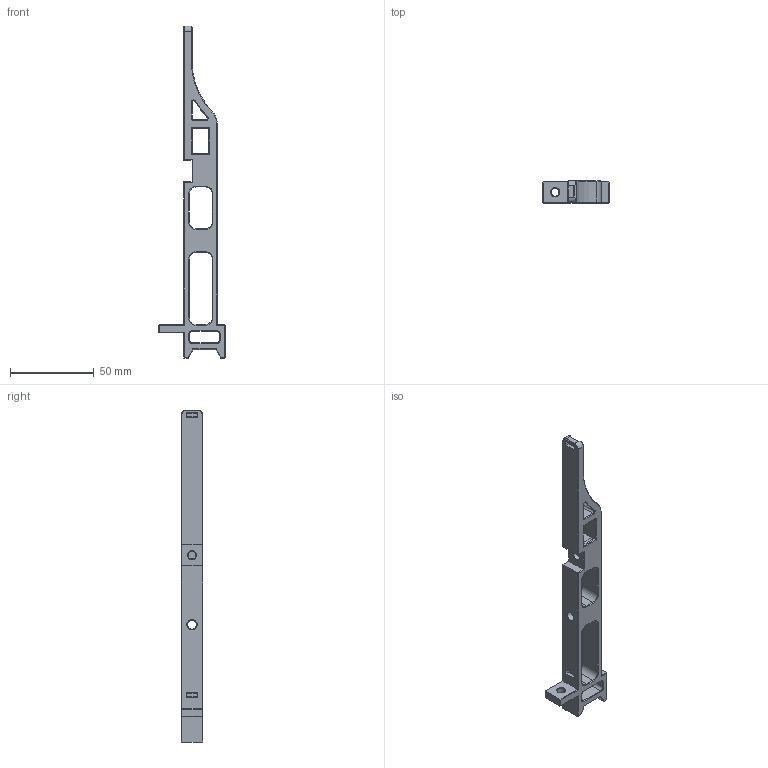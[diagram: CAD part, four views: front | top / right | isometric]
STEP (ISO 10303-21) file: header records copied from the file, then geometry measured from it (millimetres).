
FILE_DESCRIPTION(('FreeCAD Model'),'2;1');
FILE_NAME('Open CASCADE Shape Model','2022-02-22T23:30:08',('Author'),( ''),'Open CASCADE STEP processor 7.5','FreeCAD','Unknown');
FILE_SCHEMA(('AUTOMOTIVE_DESIGN { 1 0 10303 214 1 1 1 1 }'));
Length unit declared in the file: millimetre
Products named in the file (1): Buffer Holder end
Bounding box: 40 x 13 x 198 mm (x, y, z)
Volume: 25962.3 mm3; surface area: 14692.8 mm2
Topology: 1 solids, 1 shells, 237 faces, 558 edges, 327 vertices
Faces by surface type: plane 147, cone 47, cylinder 30, bspline 13
Full cylindrical faces by diameter (mm): 4.7 x2, 5.4 x1
Entity records: 14348 total; most frequent: CARTESIAN_POINT 2949, DIRECTION 2138, LINE 1434, VECTOR 1434, ORIENTED_EDGE 1116, PCURVE 1116, DEFINITIONAL_REPRESENTATION 1116, EDGE_CURVE 558
